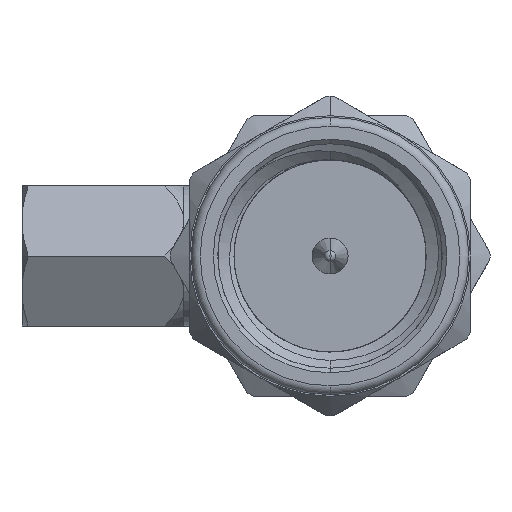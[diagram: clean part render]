
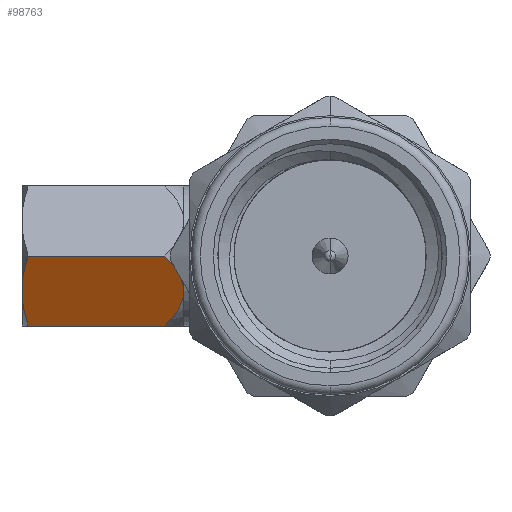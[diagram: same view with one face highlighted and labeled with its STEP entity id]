
A CAD part, left-side view. The second image highlights one B-rep face of the part: STEP entity #98763.
In plain terms, the highlighted face is planar.
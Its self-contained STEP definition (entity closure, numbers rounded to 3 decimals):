
#1773 = B_SPLINE_CURVE_WITH_KNOTS ( 'NONE', 3,
 ( #198155, #163910, #215212, #113268, #26979, #79817, #80560, #199637 ),
 .UNSPECIFIED., .F., .F.,
 ( 4, 2, 2, 4 ),
 ( 0., 0.001, 0.001, 0.001 ),
 .UNSPECIFIED. ) ;
#5290 = ORIENTED_EDGE ( 'NONE', *, *, #47532, .F. ) ;
#10638 = ORIENTED_EDGE ( 'NONE', *, *, #42123, .F. ) ;
#12346 = CARTESIAN_POINT ( 'NONE',  ( -0.991, -1.716, 2.286 ) ) ;
#14503 = LINE ( 'NONE', #28471, #94389 ) ;
#15148 = ORIENTED_EDGE ( 'NONE', *, *, #85608, .T. ) ;
#17182 = CARTESIAN_POINT ( 'NONE',  ( -1.328, -1.521, 2.286 ) ) ;
#17652 = CARTESIAN_POINT ( 'NONE',  ( 0., -2.288, 2.109 ) ) ;
#22861 = VERTEX_POINT ( 'NONE', #121450 ) ;
#26979 = CARTESIAN_POINT ( 'NONE',  ( -0.625, -1.927, -2.213 ) ) ;
#27283 = CARTESIAN_POINT ( 'NONE',  ( -0.822, -1.813, 2.286 ) ) ;
#27744 = DIRECTION ( 'NONE',  ( 0., 0., -1. ) ) ;
#28471 = CARTESIAN_POINT ( 'NONE',  ( -1.981, -1.144, 2.286 ) ) ;
#33583 = CARTESIAN_POINT ( 'NONE',  ( -1.657, -1.331, 2.217 ) ) ;
#42123 = EDGE_CURVE ( 'NONE', #211742, #22861, #1773, .T. ) ;
#46527 = CARTESIAN_POINT ( 'NONE',  ( -0.162, -2.194, 2.163 ) ) ;
#47532 = EDGE_CURVE ( 'NONE', #141842, #78892, #212992, .T. ) ;
#50607 = CARTESIAN_POINT ( 'NONE',  ( -1.36, -1.503, -2.222 ) ) ;
#53307 = EDGE_CURVE ( 'NONE', #78892, #198987, #130965, .T. ) ;
#64101 = CARTESIAN_POINT ( 'NONE',  ( -0.991, -1.716, -2.286 ) ) ;
#78892 = VERTEX_POINT ( 'NONE', #99601 ) ;
#79817 = CARTESIAN_POINT ( 'NONE',  ( -0.804, -1.824, -2.27 ) ) ;
#80560 = CARTESIAN_POINT ( 'NONE',  ( -0.897, -1.77, -2.286 ) ) ;
#80847 = CARTESIAN_POINT ( 'NONE',  ( -0.655, -1.91, 2.269 ) ) ;
#85608 = EDGE_CURVE ( 'NONE', #141842, #107790, #14503, .T. ) ;
#85721 = CARTESIAN_POINT ( 'NONE',  ( -1.981, -1.144, -1.755 ) ) ;
#94389 = VECTOR ( 'NONE', #27744, 1000. ) ;
#98763 = ADVANCED_FACE ( 'NONE', ( #213317 ), #115084, .F. ) ;
#99389 = CARTESIAN_POINT ( 'NONE',  ( 0., -2.288, 2.109 ) ) ;
#99601 = CARTESIAN_POINT ( 'NONE',  ( -0.991, -1.716, 2.286 ) ) ;
#107790 = VERTEX_POINT ( 'NONE', #139447 ) ;
#113268 = CARTESIAN_POINT ( 'NONE',  ( -0.537, -1.978, -2.172 ) ) ;
#113641 = CARTESIAN_POINT ( 'NONE',  ( -1.981, -1.144, 2.286 ) ) ;
#114270 = EDGE_CURVE ( 'NONE', #198987, #211742, #189899, .T. ) ;
#114357 = DIRECTION ( 'NONE',  ( -0.866, 0.5, 0. ) ) ;
#115018 = CARTESIAN_POINT ( 'NONE',  ( -0.325, -2.1, 2.207 ) ) ;
#115084 = PLANE ( 'NONE',  #179236 ) ;
#117036 = B_SPLINE_CURVE_WITH_KNOTS ( 'NONE', 3,
 ( #64101, #183220, #50607, #152661, #186156, #85721 ),
 .UNSPECIFIED., .F., .F.,
 ( 4, 2, 4 ),
 ( 0.001, 0.002, 0.003 ),
 .UNSPECIFIED. ) ;
#121450 = CARTESIAN_POINT ( 'NONE',  ( -0.991, -1.716, -2.286 ) ) ;
#124363 = CARTESIAN_POINT ( 'NONE',  ( -1.981, -1.144, 2.109 ) ) ;
#126450 = CARTESIAN_POINT ( 'NONE',  ( 0., -2.288, 2.286 ) ) ;
#127606 = ORIENTED_EDGE ( 'NONE', *, *, #53307, .F. ) ;
#130965 = B_SPLINE_CURVE_WITH_KNOTS ( 'NONE', 3,
 ( #12346, #27283, #80847, #115018, #46527, #99389 ),
 .UNSPECIFIED., .F., .F.,
 ( 4, 2, 4 ),
 ( 0.001, 0.002, 0.002 ),
 .UNSPECIFIED. ) ;
#139269 = ORIENTED_EDGE ( 'NONE', *, *, #114270, .F. ) ;
#139327 = VECTOR ( 'NONE', #143622, 1000. ) ;
#139447 = CARTESIAN_POINT ( 'NONE',  ( -1.981, -1.144, -1.755 ) ) ;
#141842 = VERTEX_POINT ( 'NONE', #124363 ) ;
#143622 = DIRECTION ( 'NONE',  ( 0., 0., -1. ) ) ;
#152661 = CARTESIAN_POINT ( 'NONE',  ( -1.689, -1.313, -2.026 ) ) ;
#163910 = CARTESIAN_POINT ( 'NONE',  ( -0.141, -2.206, -1.896 ) ) ;
#169761 = CARTESIAN_POINT ( 'NONE',  ( -0.991, -1.716, 2.286 ) ) ;
#179236 = AXIS2_PLACEMENT_3D ( 'NONE', #113641, #199273, #114357 ) ;
#183220 = CARTESIAN_POINT ( 'NONE',  ( -1.177, -1.608, -2.286 ) ) ;
#185858 = ORIENTED_EDGE ( 'NONE', *, *, #201337, .F. ) ;
#186156 = CARTESIAN_POINT ( 'NONE',  ( -1.84, -1.225, -1.896 ) ) ;
#188622 = CARTESIAN_POINT ( 'NONE',  ( 0., -2.288, -1.755 ) ) ;
#189899 = LINE ( 'NONE', #126450, #139327 ) ;
#198155 = CARTESIAN_POINT ( 'NONE',  ( 0., -2.288, -1.755 ) ) ;
#198987 = VERTEX_POINT ( 'NONE', #17652 ) ;
#199273 = DIRECTION ( 'NONE',  ( 0.5, 0.866, 0. ) ) ;
#199637 = CARTESIAN_POINT ( 'NONE',  ( -0.991, -1.716, -2.286 ) ) ;
#201337 = EDGE_CURVE ( 'NONE', #22861, #107790, #117036, .T. ) ;
#204532 = EDGE_LOOP ( 'NONE', ( #5290, #15148, #185858, #10638, #139269, #127606 ) ) ;
#205501 = CARTESIAN_POINT ( 'NONE',  ( -1.981, -1.144, 2.109 ) ) ;
#211742 = VERTEX_POINT ( 'NONE', #188622 ) ;
#212992 = B_SPLINE_CURVE_WITH_KNOTS ( 'NONE', 3,
 ( #205501, #33583, #17182, #169761 ),
 .UNSPECIFIED., .F., .F.,
 ( 4, 4 ),
 ( 0., 0.001 ),
 .UNSPECIFIED. ) ;
#213317 = FACE_OUTER_BOUND ( 'NONE', #204532, .T. ) ;
#215212 = CARTESIAN_POINT ( 'NONE',  ( -0.289, -2.121, -2.024 ) ) ;
